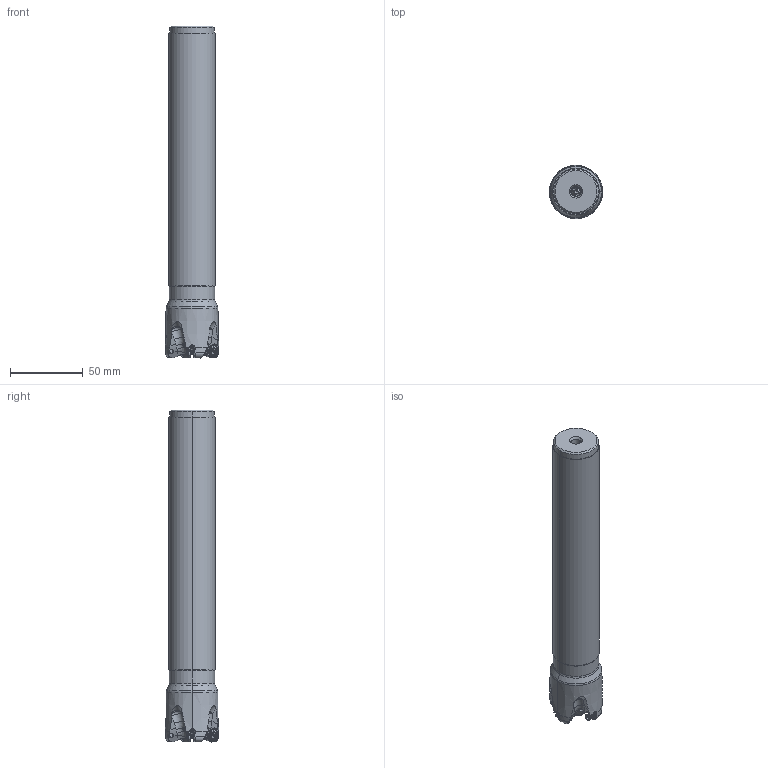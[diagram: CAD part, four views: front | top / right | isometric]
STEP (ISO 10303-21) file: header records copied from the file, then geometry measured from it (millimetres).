
FILE_DESCRIPTION(/* description */ (''),/* implementation_level */ '2;1');
FILE_NAME(/* name */ 'WWX200UR2404SA20L.stp',/* time_stamp */ '2022-11-25T16:42:51+09:00',/* author */ (''),/* organization */ (''),/* preprocessor_version */ 'ST-DEVELOPER v16',/* originating_system */ 'SIEMENS PLM Software NX 10.0',/* authorisation */ '');
FILE_SCHEMA (('AUTOMOTIVE_DESIGN { 1 0 10303 214 3 1 1 1 }'));
Length unit declared in the file: millimetre
Products named in the file (1): WWX200UR2404SA20L_ASM
Bounding box: 36.44 x 36.44 x 227.41 mm (x, y, z)
Volume: 172207 mm3; surface area: 30687.8 mm2
Topology: 5 solids, 5 shells, 507 faces, 1487 edges, 952 vertices
Faces by surface type: cylinder 178, plane 115, sphere 64, bspline 60, cone 40, torus 26, extrusion 24
Entity records: 30295 total; most frequent: CARTESIAN_POINT 17728, ORIENTED_EDGE 2886, DIRECTION 2280, EDGE_CURVE 1443, AXIS2_PLACEMENT_3D 969, VERTEX_POINT 945, B_SPLINE_CURVE_WITH_KNOTS 627, EDGE_LOOP 522
